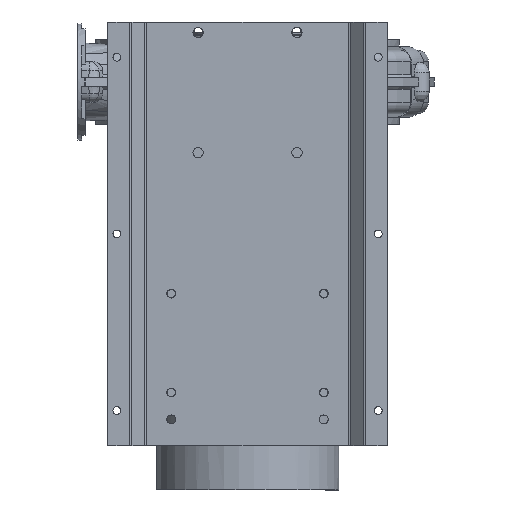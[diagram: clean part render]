
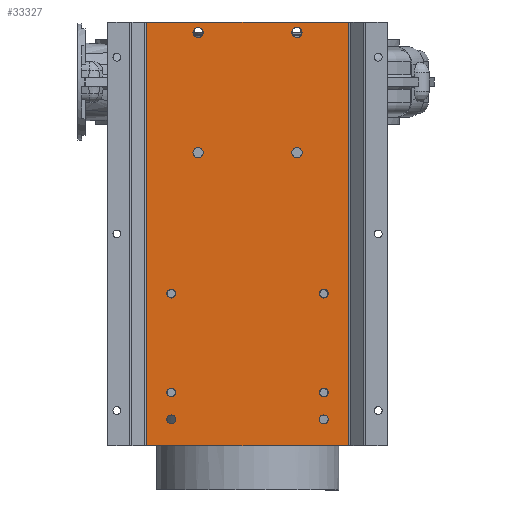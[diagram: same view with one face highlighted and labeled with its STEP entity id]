
A CAD part, front view. The second image highlights one B-rep face of the part: STEP entity #33327.
In plain terms, the highlighted planar face has unit normal (0, -1, 0).
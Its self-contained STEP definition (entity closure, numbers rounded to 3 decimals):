
#31601=CARTESIAN_POINT('',(62.75,-310.,-31.5));
#31602=VERTEX_POINT('',#31601);
#31603=CARTESIAN_POINT('',(70.,-310.,-31.5));
#31604=DIRECTION('',(0.0,1.0,0.0));
#31605=DIRECTION('',(1.0,0.0,0.0));
#31606=AXIS2_PLACEMENT_3D('',#31603,#31604,#31605);
#31607=CIRCLE('',#31606,7.25);
#31608=EDGE_CURVE('',#31602,#31602,#31607,.T.);
#31638=CARTESIAN_POINT('',(-77.25,-310.,-31.5));
#31639=VERTEX_POINT('',#31638);
#31640=CARTESIAN_POINT('',(-70.,-310.,-31.5));
#31641=DIRECTION('',(0.0,1.0,0.0));
#31642=DIRECTION('',(1.0,0.0,0.0));
#31643=AXIS2_PLACEMENT_3D('',#31640,#31641,#31642);
#31644=CIRCLE('',#31643,7.25);
#31645=EDGE_CURVE('',#31639,#31639,#31644,.T.);
#31700=CARTESIAN_POINT('',(62.75,-310.,138.5));
#31701=VERTEX_POINT('',#31700);
#31702=CARTESIAN_POINT('',(70.,-310.,138.5));
#31703=DIRECTION('',(0.0,1.0,0.0));
#31704=DIRECTION('',(1.0,0.0,0.0));
#31705=AXIS2_PLACEMENT_3D('',#31702,#31703,#31704);
#31706=CIRCLE('',#31705,7.25);
#31707=EDGE_CURVE('',#31701,#31701,#31706,.T.);
#31785=CARTESIAN_POINT('',(-77.25,-310.,138.5));
#31786=VERTEX_POINT('',#31785);
#31787=CARTESIAN_POINT('',(-70.,-310.,138.5));
#31788=DIRECTION('',(0.0,1.0,0.0));
#31789=DIRECTION('',(1.0,0.0,0.0));
#31790=AXIS2_PLACEMENT_3D('',#31787,#31788,#31789);
#31791=CIRCLE('',#31790,7.25);
#31792=EDGE_CURVE('',#31786,#31786,#31791,.T.);
#32009=CARTESIAN_POINT('',(101.75,-310.,-409.));
#32010=VERTEX_POINT('',#32009);
#32011=CARTESIAN_POINT('',(108.,-310.,-409.));
#32012=DIRECTION('',(0.0,1.0,0.0));
#32013=DIRECTION('',(1.0,0.0,0.0));
#32014=AXIS2_PLACEMENT_3D('',#32011,#32012,#32013);
#32015=CIRCLE('',#32014,6.25);
#32016=EDGE_CURVE('',#32010,#32010,#32015,.T.);
#32037=CARTESIAN_POINT('',(-114.25,-310.,-409.));
#32038=VERTEX_POINT('',#32037);
#32039=CARTESIAN_POINT('',(-108.,-310.,-409.));
#32040=DIRECTION('',(0.0,1.0,0.0));
#32041=DIRECTION('',(1.0,0.0,0.0));
#32042=AXIS2_PLACEMENT_3D('',#32039,#32040,#32041);
#32043=CIRCLE('',#32042,6.25);
#32044=EDGE_CURVE('',#32038,#32038,#32043,.T.);
#32065=CARTESIAN_POINT('',(101.75,-310.,-231.));
#32066=VERTEX_POINT('',#32065);
#32067=CARTESIAN_POINT('',(108.,-310.,-231.));
#32068=DIRECTION('',(0.0,1.0,0.0));
#32069=DIRECTION('',(1.0,0.0,0.0));
#32070=AXIS2_PLACEMENT_3D('',#32067,#32068,#32069);
#32071=CIRCLE('',#32070,6.25);
#32072=EDGE_CURVE('',#32066,#32066,#32071,.T.);
#32093=CARTESIAN_POINT('',(-114.25,-310.,-231.));
#32094=VERTEX_POINT('',#32093);
#32095=CARTESIAN_POINT('',(-108.,-310.,-231.));
#32096=DIRECTION('',(0.0,1.0,0.0));
#32097=DIRECTION('',(1.0,0.0,0.0));
#32098=AXIS2_PLACEMENT_3D('',#32095,#32096,#32097);
#32099=CIRCLE('',#32098,6.25);
#32100=EDGE_CURVE('',#32094,#32094,#32099,.T.);
#32121=CARTESIAN_POINT('',(101.75,-310.,-371.));
#32122=VERTEX_POINT('',#32121);
#32123=CARTESIAN_POINT('',(108.,-310.,-371.));
#32124=DIRECTION('',(0.0,1.0,0.0));
#32125=DIRECTION('',(1.0,0.0,0.0));
#32126=AXIS2_PLACEMENT_3D('',#32123,#32124,#32125);
#32127=CIRCLE('',#32126,6.25);
#32128=EDGE_CURVE('',#32122,#32122,#32127,.T.);
#32149=CARTESIAN_POINT('',(-114.25,-310.,-371.));
#32150=VERTEX_POINT('',#32149);
#32151=CARTESIAN_POINT('',(-108.,-310.,-371.));
#32152=DIRECTION('',(0.0,1.0,0.0));
#32153=DIRECTION('',(1.0,0.0,0.0));
#32154=AXIS2_PLACEMENT_3D('',#32151,#32152,#32153);
#32155=CIRCLE('',#32154,6.25);
#32156=EDGE_CURVE('',#32150,#32150,#32155,.T.);
#32679=CARTESIAN_POINT('',(142.929,-310.,-446.5));
#32680=VERTEX_POINT('',#32679);
#32689=CARTESIAN_POINT('',(142.929,-310.,153.5));
#32690=VERTEX_POINT('',#32689);
#32698=CARTESIAN_POINT('',(142.929,-310.,153.5));
#32699=DIRECTION('',(0.0,0.0,-1.0));
#32700=VECTOR('',#32699,600.);
#32701=LINE('',#32698,#32700);
#32702=EDGE_CURVE('',#32690,#32680,#32701,.T.);
#33248=CARTESIAN_POINT('',(-142.929,-310.,-446.5));
#33249=VERTEX_POINT('',#33248);
#33257=CARTESIAN_POINT('',(-142.929,-310.,153.5));
#33258=VERTEX_POINT('',#33257);
#33259=CARTESIAN_POINT('',(-142.929,-310.,153.5));
#33260=DIRECTION('',(0.0,0.0,-1.0));
#33261=VECTOR('',#33260,600.);
#33262=LINE('',#33259,#33261);
#33263=EDGE_CURVE('',#33258,#33249,#33262,.T.);
#33276=CARTESIAN_POINT('',(-142.929,-310.,153.5));
#33277=DIRECTION('',(0.0,-1.0,0.0));
#33278=DIRECTION('',(0.0,0.0,-1.0));
#33279=AXIS2_PLACEMENT_3D('',#33276,#33277,#33278);
#33280=PLANE('',#33279);
#33281=CARTESIAN_POINT('',(142.929,-310.,-446.5));
#33282=DIRECTION('',(-1.0,0.0,0.0));
#33283=VECTOR('',#33282,285.858);
#33284=LINE('',#33281,#33283);
#33285=EDGE_CURVE('',#32680,#33249,#33284,.T.);
#33286=ORIENTED_EDGE('',*,*,#33285,.F.);
#33287=ORIENTED_EDGE('',*,*,#32702,.F.);
#33288=CARTESIAN_POINT('',(-142.929,-310.,153.5));
#33289=DIRECTION('',(1.0,0.0,0.0));
#33290=VECTOR('',#33289,285.858);
#33291=LINE('',#33288,#33290);
#33292=EDGE_CURVE('',#33258,#32690,#33291,.T.);
#33293=ORIENTED_EDGE('',*,*,#33292,.F.);
#33294=ORIENTED_EDGE('',*,*,#33263,.T.);
#33295=EDGE_LOOP('',(#33286,#33287,#33293,#33294));
#33296=FACE_OUTER_BOUND('',#33295,.T.);
#33297=ORIENTED_EDGE('',*,*,#31608,.T.);
#33298=EDGE_LOOP('',(#33297));
#33299=FACE_BOUND('',#33298,.T.);
#33300=ORIENTED_EDGE('',*,*,#31645,.T.);
#33301=EDGE_LOOP('',(#33300));
#33302=FACE_BOUND('',#33301,.T.);
#33303=ORIENTED_EDGE('',*,*,#31707,.T.);
#33304=EDGE_LOOP('',(#33303));
#33305=FACE_BOUND('',#33304,.T.);
#33306=ORIENTED_EDGE('',*,*,#31792,.T.);
#33307=EDGE_LOOP('',(#33306));
#33308=FACE_BOUND('',#33307,.T.);
#33309=ORIENTED_EDGE('',*,*,#32016,.T.);
#33310=EDGE_LOOP('',(#33309));
#33311=FACE_BOUND('',#33310,.T.);
#33312=ORIENTED_EDGE('',*,*,#32044,.T.);
#33313=EDGE_LOOP('',(#33312));
#33314=FACE_BOUND('',#33313,.T.);
#33315=ORIENTED_EDGE('',*,*,#32072,.T.);
#33316=EDGE_LOOP('',(#33315));
#33317=FACE_BOUND('',#33316,.T.);
#33318=ORIENTED_EDGE('',*,*,#32100,.T.);
#33319=EDGE_LOOP('',(#33318));
#33320=FACE_BOUND('',#33319,.T.);
#33321=ORIENTED_EDGE('',*,*,#32128,.T.);
#33322=EDGE_LOOP('',(#33321));
#33323=FACE_BOUND('',#33322,.T.);
#33324=ORIENTED_EDGE('',*,*,#32156,.T.);
#33325=EDGE_LOOP('',(#33324));
#33326=FACE_BOUND('',#33325,.T.);
#33327=ADVANCED_FACE('',(#33296,#33299,#33302,#33305,#33308,#33311,#33314,#33317,#33320,#33323,#33326),#33280,.T.);
